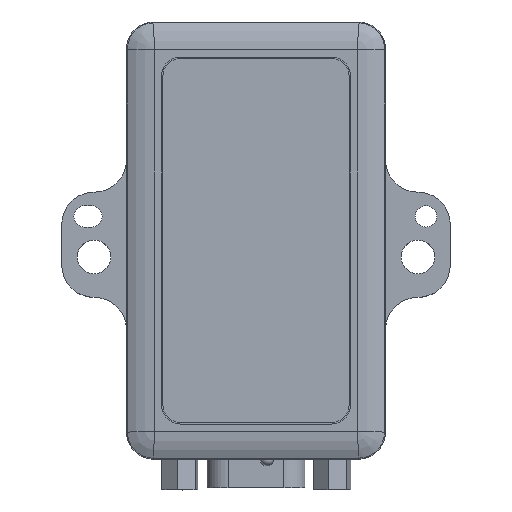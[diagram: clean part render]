
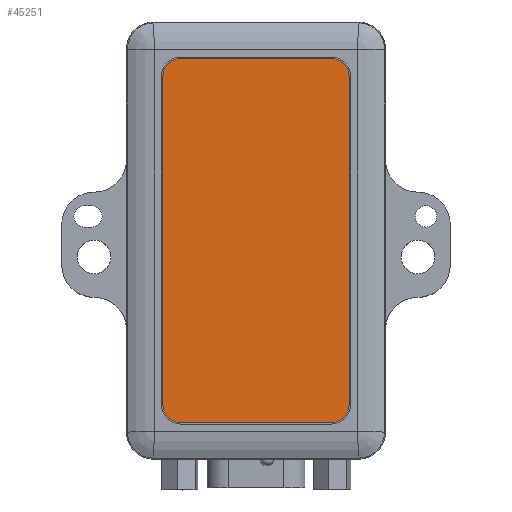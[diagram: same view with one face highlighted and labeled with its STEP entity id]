
A CAD part, top view. The second image highlights one B-rep face of the part: STEP entity #45251.
In plain terms, the highlighted planar face has unit normal (0, 0, 1).
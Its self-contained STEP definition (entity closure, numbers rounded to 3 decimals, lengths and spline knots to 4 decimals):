
#1200=CIRCLE('',#48574,0.065);
#1201=CIRCLE('',#48575,0.065);
#1202=CIRCLE('',#48576,0.065);
#1203=CIRCLE('',#48577,0.065);
#3452=FACE_OUTER_BOUND('',#5939,.T.);
#5939=EDGE_LOOP('',(#40821,#40822,#40823,#40824,#40825,#40826,#40827,#40828));
#12182=LINE('',#77907,#18442);
#12186=LINE('',#77916,#18446);
#12188=LINE('',#77922,#18448);
#12189=LINE('',#77927,#18449);
#18442=VECTOR('',#60362,1.22);
#18446=VECTOR('',#60368,1.22);
#18448=VECTOR('',#60374,0.56);
#18449=VECTOR('',#60379,0.56);
#23375=VERTEX_POINT('',#77904);
#23376=VERTEX_POINT('',#77906);
#23379=VERTEX_POINT('',#77913);
#23380=VERTEX_POINT('',#77915);
#23381=VERTEX_POINT('',#77919);
#23382=VERTEX_POINT('',#77921);
#23383=VERTEX_POINT('',#77924);
#23384=VERTEX_POINT('',#77926);
#30265=EDGE_CURVE('',#23376,#23375,#12182,.T.);
#30269=EDGE_CURVE('',#23380,#23379,#12186,.T.);
#30271=EDGE_CURVE('',#23379,#23381,#1200,.T.);
#30272=EDGE_CURVE('',#23381,#23382,#12188,.T.);
#30273=EDGE_CURVE('',#23382,#23376,#1201,.T.);
#30274=EDGE_CURVE('',#23375,#23383,#1202,.T.);
#30275=EDGE_CURVE('',#23383,#23384,#12189,.T.);
#30276=EDGE_CURVE('',#23384,#23380,#1203,.T.);
#40821=ORIENTED_EDGE('',*,*,#30269,.T.);
#40822=ORIENTED_EDGE('',*,*,#30271,.T.);
#40823=ORIENTED_EDGE('',*,*,#30272,.T.);
#40824=ORIENTED_EDGE('',*,*,#30273,.T.);
#40825=ORIENTED_EDGE('',*,*,#30265,.T.);
#40826=ORIENTED_EDGE('',*,*,#30274,.T.);
#40827=ORIENTED_EDGE('',*,*,#30275,.T.);
#40828=ORIENTED_EDGE('',*,*,#30276,.T.);
#42990=PLANE('',#48573);
#45251=ADVANCED_FACE('',(#3452),#42990,.T.);
#48573=AXIS2_PLACEMENT_3D('',#77918,#60370,#60371);
#48574=AXIS2_PLACEMENT_3D('',#77920,#60372,#60373);
#48575=AXIS2_PLACEMENT_3D('',#77923,#60375,#60376);
#48576=AXIS2_PLACEMENT_3D('',#77925,#60377,#60378);
#48577=AXIS2_PLACEMENT_3D('',#77928,#60380,#60381);
#60362=DIRECTION('',(0.,-1.,0.));
#60368=DIRECTION('',(0.,1.,0.));
#60370=DIRECTION('center_axis',(0.,0.,
1.));
#60371=DIRECTION('ref_axis',(0.,-1.,0.));
#60372=DIRECTION('center_axis',(0.,0.,
1.));
#60373=DIRECTION('ref_axis',(1.,0.,0.));
#60374=DIRECTION('',(-1.,0.,0.));
#60375=DIRECTION('center_axis',(0.,0.,
1.));
#60376=DIRECTION('ref_axis',(0.,1.,0.));
#60377=DIRECTION('center_axis',(0.,0.,
1.));
#60378=DIRECTION('ref_axis',(-1.,0.,0.));
#60379=DIRECTION('',(1.,0.,0.));
#60380=DIRECTION('center_axis',(0.,0.,
1.));
#60381=DIRECTION('ref_axis',(0.,-1.,0.));
#77904=CARTESIAN_POINT('',(-0.6517,-0.5003,0.0901));
#77906=CARTESIAN_POINT('',(-0.6517,0.7197,0.0901));
#77907=CARTESIAN_POINT('',(-0.6517,0.7197,0.0901));
#77913=CARTESIAN_POINT('',(0.0383,0.7197,0.0901));
#77915=CARTESIAN_POINT('',(0.0383,-0.5003,0.0901));
#77916=CARTESIAN_POINT('',(0.0383,-0.5003,0.0901));
#77918=CARTESIAN_POINT('Origin',(-0.3067,0.1097,0.0901));
#77919=CARTESIAN_POINT('',(-0.0267,0.7847,0.0901));
#77920=CARTESIAN_POINT('Origin',(-0.0267,0.7197,
0.0901));
#77921=CARTESIAN_POINT('',(-0.5867,0.7847,0.0901));
#77922=CARTESIAN_POINT('',(-0.0267,0.7847,0.0901));
#77923=CARTESIAN_POINT('Origin',(-0.5867,0.7197,0.0901));
#77924=CARTESIAN_POINT('',(-0.5867,-0.5653,0.0901));
#77925=CARTESIAN_POINT('Origin',(-0.5867,-0.5003,
0.0901));
#77926=CARTESIAN_POINT('',(-0.0267,-0.5653,0.0901));
#77927=CARTESIAN_POINT('',(-0.5867,-0.5653,0.0901));
#77928=CARTESIAN_POINT('Origin',(-0.0267,-0.5003,
0.0901));
